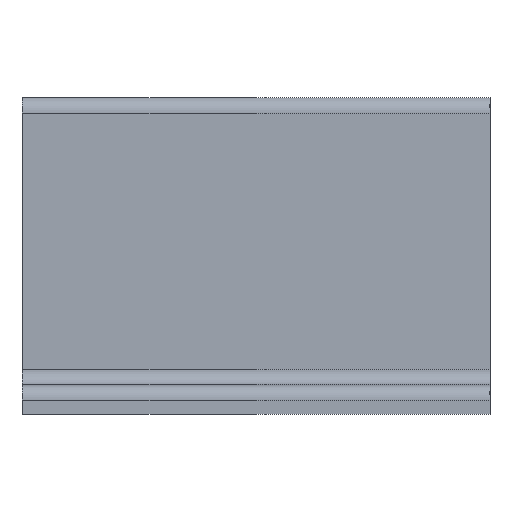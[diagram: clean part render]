
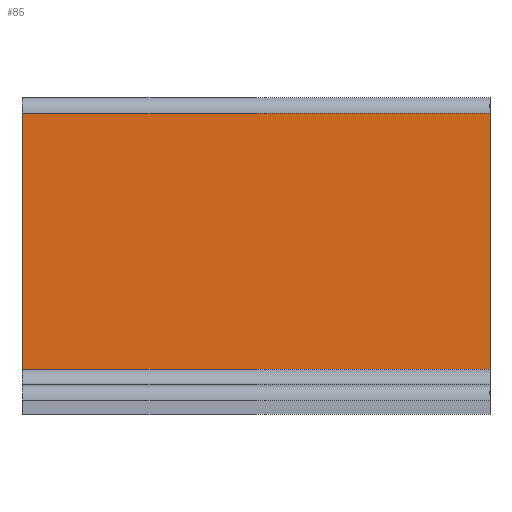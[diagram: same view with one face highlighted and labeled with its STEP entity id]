
A CAD part, front view. The second image highlights one B-rep face of the part: STEP entity #85.
In plain terms, the highlighted free-form (B-spline) face has degree [1, 1] with [2, 2] control points.
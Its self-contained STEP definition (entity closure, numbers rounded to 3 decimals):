
#58 = VERTEX_POINT('',#59);
#59 = CARTESIAN_POINT('',(-107.353,-13.641,
    138.271));
#65 = EDGE_CURVE('',#66,#58,#68,.T.);
#66 = VERTEX_POINT('',#67);
#67 = CARTESIAN_POINT('',(107.353,-13.641,
    138.271));
#68 = B_SPLINE_CURVE_WITH_KNOTS('',1,(#69,#70),.UNSPECIFIED.,.F.,.F.,(2,
    2),(-0.,150.),.PIECEWISE_BEZIER_KNOTS.);
#69 = CARTESIAN_POINT('',(107.353,-13.641,
    138.271));
#70 = CARTESIAN_POINT('',(-107.353,-13.641,
    138.271));
#85 = ADVANCED_FACE('',(#86),#108,.F.);
#86 = FACE_BOUND('',#87,.T.);
#87 = EDGE_LOOP('',(#88,#95,#102,#107));
#88 = ORIENTED_EDGE('',*,*,#89,.T.);
#89 = EDGE_CURVE('',#58,#90,#92,.T.);
#90 = VERTEX_POINT('',#91);
#91 = CARTESIAN_POINT('',(-107.353,-13.641,
    20.798));
#92 = B_SPLINE_CURVE_WITH_KNOTS('',1,(#93,#94),.UNSPECIFIED.,.F.,.F.,(2,
    2),(-82.07,0.),.PIECEWISE_BEZIER_KNOTS.);
#93 = CARTESIAN_POINT('',(-107.353,-13.641,
    138.271));
#94 = CARTESIAN_POINT('',(-107.353,-13.641,
    20.798));
#95 = ORIENTED_EDGE('',*,*,#96,.F.);
#96 = EDGE_CURVE('',#97,#90,#99,.T.);
#97 = VERTEX_POINT('',#98);
#98 = CARTESIAN_POINT('',(107.353,-13.641,
    20.798));
#99 = B_SPLINE_CURVE_WITH_KNOTS('',1,(#100,#101),.UNSPECIFIED.,.F.,.F.,(
    2,2),(-0.,150.),.PIECEWISE_BEZIER_KNOTS.);
#100 = CARTESIAN_POINT('',(107.353,-13.641,
    20.798));
#101 = CARTESIAN_POINT('',(-107.353,-13.641,
    20.798));
#102 = ORIENTED_EDGE('',*,*,#103,.F.);
#103 = EDGE_CURVE('',#66,#97,#104,.T.);
#104 = B_SPLINE_CURVE_WITH_KNOTS('',1,(#105,#106),.UNSPECIFIED.,.F.,.F.,
  (2,2),(-82.07,0.),.PIECEWISE_BEZIER_KNOTS.);
#105 = CARTESIAN_POINT('',(107.353,-13.641,
    138.271));
#106 = CARTESIAN_POINT('',(107.353,-13.641,
    20.798));
#107 = ORIENTED_EDGE('',*,*,#65,.T.);
#108 = B_SPLINE_SURFACE_WITH_KNOTS('',1,1,(
    (#109,#110)
    ,(#111,#112
    )),.UNSPECIFIED.,.F.,.F.,.F.,(2,2),(2,2),(0.,82.07),(
    -150.,0.),.PIECEWISE_BEZIER_KNOTS.);
#109 = CARTESIAN_POINT('',(-107.353,-13.641,
    20.798));
#110 = CARTESIAN_POINT('',(107.353,-13.641,
    20.798));
#111 = CARTESIAN_POINT('',(-107.353,-13.641,
    138.271));
#112 = CARTESIAN_POINT('',(107.353,-13.641,
    138.271));
